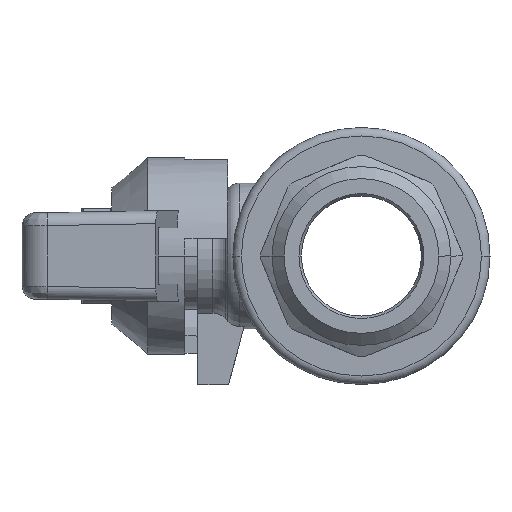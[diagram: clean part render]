
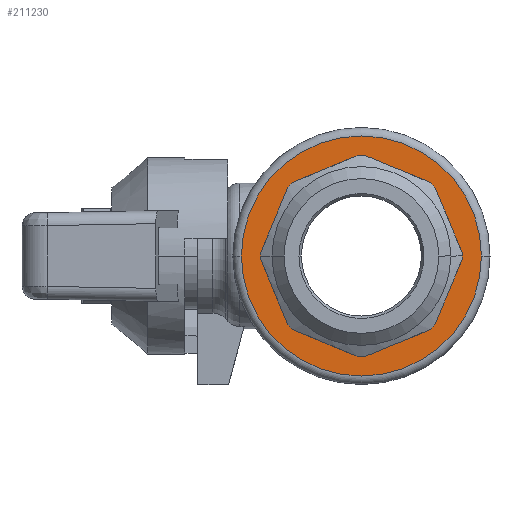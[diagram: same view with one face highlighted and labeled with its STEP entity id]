
A CAD part, left-side view. The second image highlights one B-rep face of the part: STEP entity #211230.
In plain terms, the highlighted face is planar.
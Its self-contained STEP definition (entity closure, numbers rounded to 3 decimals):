
#12460=CARTESIAN_POINT('',(-8.026,-0.034,
8.582));
#12470=VERTEX_POINT('',#12460);
#12500=CARTESIAN_POINT('',(0.,-0.034,
11.906));
#12510=DIRECTION('',(0.924,0.,
0.383));
#12520=VECTOR('',#12510,1.);
#12530=LINE('',#12500,#12520);
#12540=CARTESIAN_POINT('',(-0.393,-0.034,
11.743));
#12550=VERTEX_POINT('',#12540);
#12560=EDGE_CURVE('',#12470,#12550,#12530,.T.);
#13020=CARTESIAN_POINT('',(0.393,-0.034,
11.743));
#13030=VERTEX_POINT('',#13020);
#13060=CARTESIAN_POINT('',(0.,-0.034,
11.906));
#13070=DIRECTION('',(0.924,0.,
-0.383));
#13080=VECTOR('',#13070,1.);
#13090=LINE('',#13060,#13080);
#13100=CARTESIAN_POINT('',(8.026,-0.034,
8.582));
#13110=VERTEX_POINT('',#13100);
#13120=EDGE_CURVE('',#13030,#13110,#13090,.T.);
#13550=CARTESIAN_POINT('',(0.,-0.034,
0.));
#13560=DIRECTION('',(0.,-1.,0.));
#13570=DIRECTION('',(1.,0.,0.));
#13580=AXIS2_PLACEMENT_3D('',#13550,#13560,#13570);
#13590=CIRCLE('',#13580,11.75);
#13600=EDGE_CURVE('',#13030,#12550,#13590,.T.);
#200970=CARTESIAN_POINT('',(-8.582,-0.034,
8.026));
#200980=VERTEX_POINT('',#200970);
#200990=EDGE_CURVE('',#12470,#200980,#13590,.T.);
#204010=CARTESIAN_POINT('',(-11.743,-0.034,
0.393));
#204020=VERTEX_POINT('',#204010);
#204050=CARTESIAN_POINT('',(-11.906,-0.034,
0.));
#204060=DIRECTION('',(0.383,0.,
0.924));
#204070=VECTOR('',#204060,1.);
#204080=LINE('',#204050,#204070);
#204090=EDGE_CURVE('',#204020,#200980,#204080,.T.);
#205940=CARTESIAN_POINT('',(8.026,-0.034,
-8.582));
#205950=VERTEX_POINT('',#205940);
#205960=CARTESIAN_POINT('',(8.582,-0.034,
-8.026));
#205970=VERTEX_POINT('',#205960);
#205980=EDGE_CURVE('',#205950,#205970,#13590,.T.);
#206360=CARTESIAN_POINT('',(-14.,-0.034,
0.));
#206370=VERTEX_POINT('',#206360);
#206400=CARTESIAN_POINT('',(0.,-0.034,
0.));
#206410=DIRECTION('',(0.,-1.,0.));
#206420=DIRECTION('',(1.,0.,0.));
#206430=AXIS2_PLACEMENT_3D('',#206400,#206410,#206420);
#206440=CIRCLE('',#206430,14.);
#206450=CARTESIAN_POINT('',(14.,-0.034,0.
));
#206460=VERTEX_POINT('',#206450);
#206470=EDGE_CURVE('',#206370,#206460,#206440,.T.);
#209770=CARTESIAN_POINT('',(11.743,-0.034,
-0.393));
#209780=VERTEX_POINT('',#209770);
#209810=CARTESIAN_POINT('',(11.906,-0.034,
0.));
#209820=DIRECTION('',(-0.383,0.,
-0.924));
#209830=VECTOR('',#209820,1.);
#209840=LINE('',#209810,#209830);
#209850=EDGE_CURVE('',#209780,#205970,#209840,.T.);
#210020=CARTESIAN_POINT('',(11.743,-0.034,
0.393));
#210030=VERTEX_POINT('',#210020);
#210060=EDGE_CURVE('',#209780,#210030,#13590,.T.);
#210220=CARTESIAN_POINT('',(8.582,-0.034,
8.026));
#210230=VERTEX_POINT('',#210220);
#210260=CARTESIAN_POINT('',(11.906,-0.034,
0.));
#210270=DIRECTION('',(0.383,0.,
-0.924));
#210280=VECTOR('',#210270,1.);
#210290=LINE('',#210260,#210280);
#210300=EDGE_CURVE('',#210230,#210030,#210290,.T.);
#210530=EDGE_CURVE('',#210230,#13110,#13590,.T.);
#210670=CARTESIAN_POINT('',(12.875,-0.034,
0.));
#210680=DIRECTION('',(0.,1.,0.));
#210690=DIRECTION('',(1.,0.,0.));
#210700=AXIS2_PLACEMENT_3D('',#210670,#210680,#210690);
#210710=PLANE('',#210700);
#210720=CARTESIAN_POINT('',(-11.743,-0.034,
-0.393));
#210730=VERTEX_POINT('',#210720);
#210740=EDGE_CURVE('',#204020,#210730,#13590,.T.);
#210750=ORIENTED_EDGE('',*,*,#210740,.F.);
#210760=CARTESIAN_POINT('',(-11.906,-0.034,
0.));
#210770=DIRECTION('',(-0.383,0.,
0.924));
#210780=VECTOR('',#210770,1.);
#210790=LINE('',#210760,#210780);
#210800=CARTESIAN_POINT('',(-8.582,-0.034,
-8.026));
#210810=VERTEX_POINT('',#210800);
#210820=EDGE_CURVE('',#210810,#210730,#210790,.T.);
#210830=ORIENTED_EDGE('',*,*,#210820,.T.);
#210840=CARTESIAN_POINT('',(-8.026,-0.034,
-8.582));
#210850=VERTEX_POINT('',#210840);
#210860=EDGE_CURVE('',#210810,#210850,#13590,.T.);
#210870=ORIENTED_EDGE('',*,*,#210860,.F.);
#210880=CARTESIAN_POINT('',(0.,-0.034,
-11.906));
#210890=DIRECTION('',(-0.924,0.,
0.383));
#210900=VECTOR('',#210890,1.);
#210910=LINE('',#210880,#210900);
#210920=CARTESIAN_POINT('',(-0.393,-0.034,
-11.743));
#210930=VERTEX_POINT('',#210920);
#210940=EDGE_CURVE('',#210930,#210850,#210910,.T.);
#210950=ORIENTED_EDGE('',*,*,#210940,.T.);
#210960=CARTESIAN_POINT('',(0.393,-0.034,
-11.743));
#210970=VERTEX_POINT('',#210960);
#210980=EDGE_CURVE('',#210930,#210970,#13590,.T.);
#210990=ORIENTED_EDGE('',*,*,#210980,.F.);
#211000=CARTESIAN_POINT('',(0.,-0.034,
-11.906));
#211010=DIRECTION('',(-0.924,0.,
-0.383));
#211020=VECTOR('',#211010,1.);
#211030=LINE('',#211000,#211020);
#211040=EDGE_CURVE('',#205950,#210970,#211030,.T.);
#211050=ORIENTED_EDGE('',*,*,#211040,.T.);
#211060=ORIENTED_EDGE('',*,*,#205980,.F.);
#211070=ORIENTED_EDGE('',*,*,#209850,.T.);
#211080=ORIENTED_EDGE('',*,*,#210060,.F.);
#211090=ORIENTED_EDGE('',*,*,#210300,.T.);
#211100=ORIENTED_EDGE('',*,*,#210530,.F.);
#211110=ORIENTED_EDGE('',*,*,#13120,.T.);
#211120=ORIENTED_EDGE('',*,*,#13600,.F.);
#211130=ORIENTED_EDGE('',*,*,#12560,.T.);
#211140=ORIENTED_EDGE('',*,*,#200990,.F.);
#211150=ORIENTED_EDGE('',*,*,#204090,.T.);
#211160=EDGE_LOOP('',(#211150,#211140,#211130,#211120,#211110,#211100,
#211090,#211080,#211070,#211060,#211050,#210990,#210950,#210870,#210830,
#210750));
#211170=FACE_BOUND('',#211160,.T.);
#211180=EDGE_CURVE('',#206460,#206370,#206440,.T.);
#211190=ORIENTED_EDGE('',*,*,#211180,.T.);
#211200=ORIENTED_EDGE('',*,*,#206470,.T.);
#211210=EDGE_LOOP('',(#211200,#211190));
#211220=FACE_OUTER_BOUND('',#211210,.T.);
#211230=ADVANCED_FACE('',(#211170,#211220),#210710,.F.);
